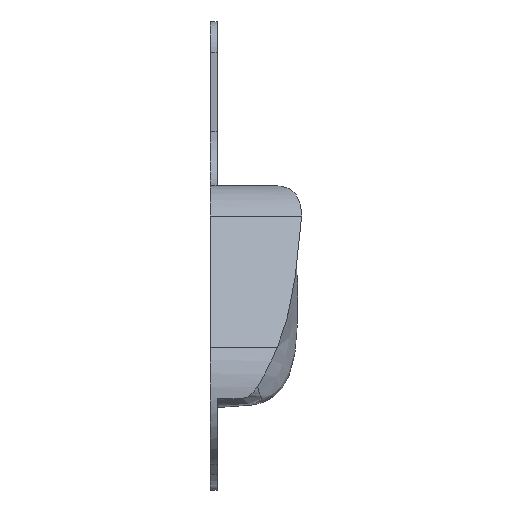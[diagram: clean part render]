
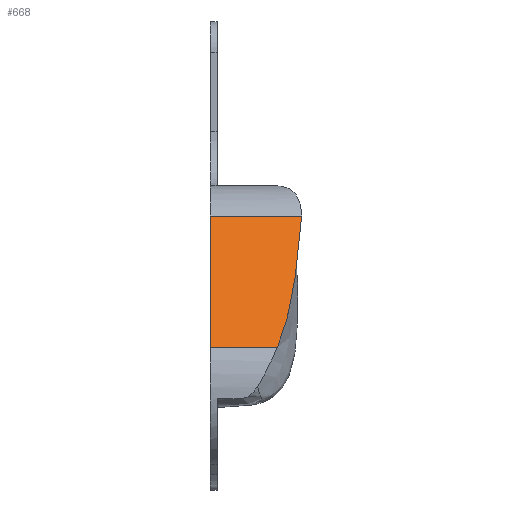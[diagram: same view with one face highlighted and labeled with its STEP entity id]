
A CAD part, left-side view. The second image highlights one B-rep face of the part: STEP entity #668.
In plain terms, the highlighted planar face has unit normal (-0.882, 0, 0.471).
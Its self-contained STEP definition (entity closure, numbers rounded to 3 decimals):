
#32=PLANE('',#735);
#57=B_SPLINE_CURVE_WITH_KNOTS('',3,(#2076,#2077,#2078,#2079,#2080,#2081,
#2082,#2083),.UNSPECIFIED.,.F.,.F.,(4,2,2,4),(0.05,0.417,
2.041,3.107),.UNSPECIFIED.);
#90=FACE_OUTER_BOUND('',#129,.T.);
#129=EDGE_LOOP('',(#561,#562,#563,#564));
#154=LINE('',#1117,#202);
#177=LINE('',#2129,#225);
#178=LINE('',#2131,#226);
#202=VECTOR('',#796,10.);
#225=VECTOR('',#869,10.);
#226=VECTOR('',#872,10.);
#291=VERTEX_POINT('',#1114);
#292=VERTEX_POINT('',#1116);
#316=VERTEX_POINT('',#2075);
#326=VERTEX_POINT('',#2127);
#363=EDGE_CURVE('',#291,#292,#154,.T.);
#393=EDGE_CURVE('',#292,#316,#57,.T.);
#413=EDGE_CURVE('',#326,#316,#177,.T.);
#414=EDGE_CURVE('',#291,#326,#178,.T.);
#561=ORIENTED_EDGE('',*,*,#363,.F.);
#562=ORIENTED_EDGE('',*,*,#414,.T.);
#563=ORIENTED_EDGE('',*,*,#413,.T.);
#564=ORIENTED_EDGE('',*,*,#393,.F.);
#668=ADVANCED_FACE('',(#90),#32,.T.);
#735=AXIS2_PLACEMENT_3D('',#2130,#870,#871);
#796=DIRECTION('',(0.,-1.,0.));
#869=DIRECTION('',(0.,-1.,0.));
#870=DIRECTION('center_axis',(-0.882,0.,0.471));
#871=DIRECTION('ref_axis',(-0.471,0.,-0.882));
#872=DIRECTION('',(-0.471,0.,-0.882));
#1114=CARTESIAN_POINT('',(-41.239,-1.4,9.276));
#1116=CARTESIAN_POINT('',(-41.239,-22.932,9.276));
#1117=CARTESIAN_POINT('',(-41.239,-1.4,9.276));
#2075=CARTESIAN_POINT('',(-57.767,-17.229,-21.656));
#2076=CARTESIAN_POINT('Ctrl Pts',(-41.239,-22.932,9.276));
#2077=CARTESIAN_POINT('Ctrl Pts',(-41.82,-22.878,8.187));
#2078=CARTESIAN_POINT('Ctrl Pts',(-42.418,-22.799,7.069));
#2079=CARTESIAN_POINT('Ctrl Pts',(-45.532,-22.316,1.241));
#2080=CARTESIAN_POINT('Ctrl Pts',(-48.735,-21.553,-4.752));
#2081=CARTESIAN_POINT('Ctrl Pts',(-52.99,-20.094,-12.716));
#2082=CARTESIAN_POINT('Ctrl Pts',(-55.568,-19.071,-17.541));
#2083=CARTESIAN_POINT('Ctrl Pts',(-57.767,-17.229,-21.656));
#2127=CARTESIAN_POINT('',(-57.767,-1.4,-21.656));
#2129=CARTESIAN_POINT('',(-57.767,-1.4,-21.656));
#2130=CARTESIAN_POINT('Origin',(-41.239,-1.4,9.276));
#2131=CARTESIAN_POINT('',(-41.239,-1.4,9.276));
